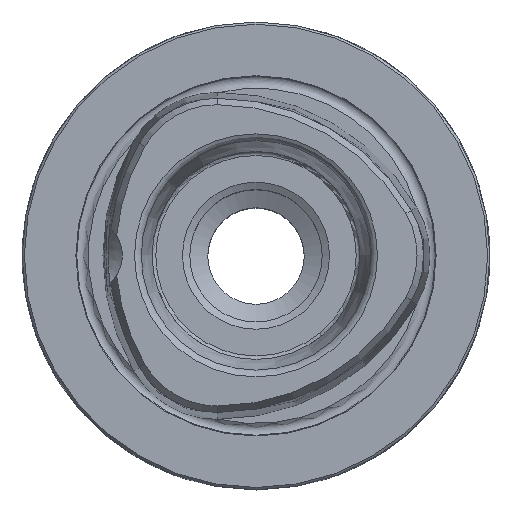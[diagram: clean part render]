
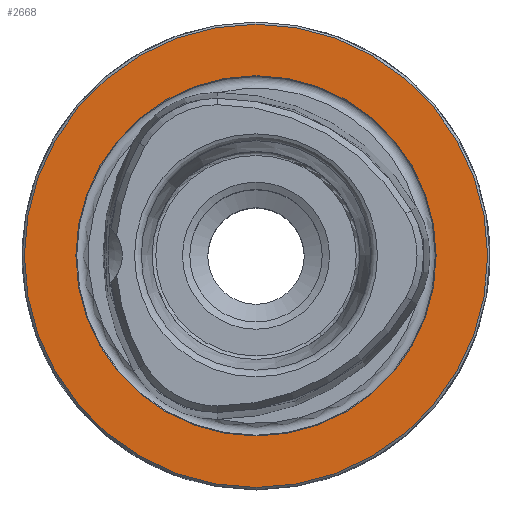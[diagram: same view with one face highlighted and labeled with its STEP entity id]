
A CAD part, top view. The second image highlights one B-rep face of the part: STEP entity #2668.
In plain terms, the highlighted planar face has unit normal (0, 0, 1).
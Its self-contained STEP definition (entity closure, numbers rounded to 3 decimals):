
#231=PLANE('',#2896);
#614=ORIENTED_EDGE('',*,*,#907,.T.);
#615=ORIENTED_EDGE('',*,*,#906,.F.);
#906=EDGE_CURVE('',#1087,#1087,#1224,.T.);
#907=EDGE_CURVE('',#1088,#1088,#1225,.T.);
#1087=VERTEX_POINT('',#4048);
#1088=VERTEX_POINT('',#4051);
#1224=CIRCLE('',#2895,24.264);
#1225=CIRCLE('',#2897,31.2);
#1374=EDGE_LOOP('',(#614));
#1375=EDGE_LOOP('',(#615));
#1565=FACE_BOUND('',#1374,.T.);
#1566=FACE_BOUND('',#1375,.T.);
#2668=ADVANCED_FACE('',(#1565,#1566),#231,.T.);
#2895=AXIS2_PLACEMENT_3D('',#4047,#3360,#3361);
#2896=AXIS2_PLACEMENT_3D('',#4049,#3362,#3363);
#2897=AXIS2_PLACEMENT_3D('',#4050,#3364,#3365);
#3360=DIRECTION('',(0.,0.,1.));
#3361=DIRECTION('',(1.,0.,0.));
#3362=DIRECTION('',(0.,0.,1.));
#3363=DIRECTION('',(1.,0.,0.));
#3364=DIRECTION('',(0.,0.,1.));
#3365=DIRECTION('',(1.,0.,0.));
#4047=CARTESIAN_POINT('',(0.,0.,0.));
#4048=CARTESIAN_POINT('',(24.264,0.,0.));
#4049=CARTESIAN_POINT('',(24.2,0.,0.));
#4050=CARTESIAN_POINT('',(0.,0.,0.));
#4051=CARTESIAN_POINT('',(31.2,0.,0.));
